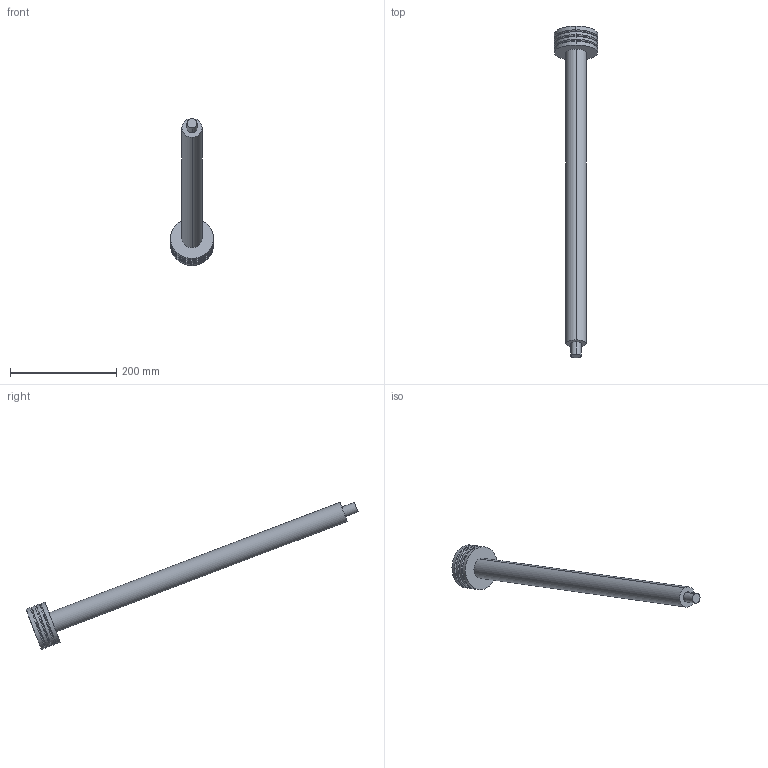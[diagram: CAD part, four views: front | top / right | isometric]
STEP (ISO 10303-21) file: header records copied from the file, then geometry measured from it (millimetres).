
FILE_DESCRIPTION (( 'STEP AP203' ), '1' );
FILE_NAME ('LeftLiftActRod_Primary.STEP', '2023-07-27T05:56:54', ( '' ), ( '' ), 'SwSTEP 2.0', 'SolidWorks 2021', '' );
FILE_SCHEMA (( 'CONFIG_CONTROL_DESIGN' ));
Length unit declared in the file: centimetre
Products named in the file (3): LeftLiftActRod_Primary; Lift Cylinder _1_; Part 6-7
Assembly tree (2 placements, depth 3):
  LeftLiftActRod_Primary
    Lift Cylinder _1_
      Part 6-7
Bounding box: 81.28 x 624.78 x 277.05 mm (x, y, z)
Volume: 868361.3 mm3; surface area: 93256.5 mm2
Topology: 1 solids, 1 shells, 28 faces, 54 edges, 30 vertices
Faces by surface type: torus 12, cylinder 12, plane 4
Entity records: 1025 total; most frequent: DIRECTION 164, CARTESIAN_POINT 118, ORIENTED_EDGE 108, AXIS2_PLACEMENT_3D 76, EDGE_CURVE 54, CIRCLE 42, VERTEX_POINT 30, EDGE_LOOP 30
